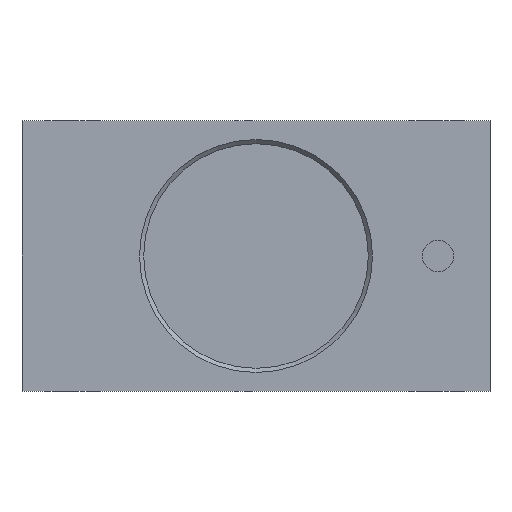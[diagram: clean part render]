
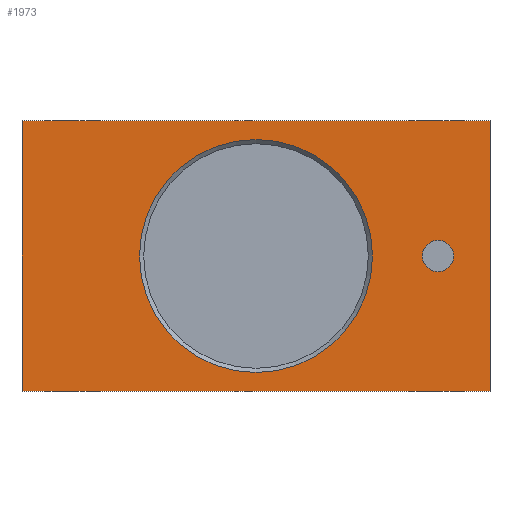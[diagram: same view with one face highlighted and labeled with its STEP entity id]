
A CAD part, front view. The second image highlights one B-rep face of the part: STEP entity #1973.
In plain terms, the highlighted planar face has unit normal (0, -1, 0).
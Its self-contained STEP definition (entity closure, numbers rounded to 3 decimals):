
#38=LINE('',#3256,#163);
#39=LINE('',#3259,#164);
#40=LINE('',#3261,#165);
#41=LINE('',#3263,#166);
#163=VECTOR('',#2423,1000.);
#164=VECTOR('',#2424,1000.);
#165=VECTOR('',#2425,1000.);
#166=VECTOR('',#2426,1000.);
#319=PLANE('',#2139);
#395=CIRCLE('',#2140,11.2);
#396=CIRCLE('',#2141,1.5);
#579=ORIENTED_EDGE('',*,*,#1112,.F.);
#580=ORIENTED_EDGE('',*,*,#1113,.F.);
#581=ORIENTED_EDGE('',*,*,#1114,.T.);
#582=ORIENTED_EDGE('',*,*,#1115,.F.);
#583=ORIENTED_EDGE('',*,*,#1116,.F.);
#584=ORIENTED_EDGE('',*,*,#1117,.T.);
#1112=EDGE_CURVE('',#1372,#1372,#395,.T.);
#1113=EDGE_CURVE('',#1373,#1373,#396,.T.);
#1114=EDGE_CURVE('',#1374,#1375,#38,.T.);
#1115=EDGE_CURVE('',#1376,#1375,#39,.T.);
#1116=EDGE_CURVE('',#1377,#1376,#40,.T.);
#1117=EDGE_CURVE('',#1377,#1374,#41,.T.);
#1372=VERTEX_POINT('',#3253);
#1373=VERTEX_POINT('',#3255);
#1374=VERTEX_POINT('',#3257);
#1375=VERTEX_POINT('',#3258);
#1376=VERTEX_POINT('',#3260);
#1377=VERTEX_POINT('',#3262);
#1597=EDGE_LOOP('',(#579));
#1598=EDGE_LOOP('',(#580));
#1599=EDGE_LOOP('',(#581,#582,#583,#584));
#1770=FACE_BOUND('',#1597,.T.);
#1771=FACE_BOUND('',#1598,.T.);
#1772=FACE_BOUND('',#1599,.T.);
#1973=ADVANCED_FACE('',(#1770,#1771,#1772),#319,.F.);
#2139=AXIS2_PLACEMENT_3D('',#3251,#2417,#2418);
#2140=AXIS2_PLACEMENT_3D('',#3252,#2419,#2420);
#2141=AXIS2_PLACEMENT_3D('',#3254,#2421,#2422);
#2417=DIRECTION('',(0.,1.,0.));
#2418=DIRECTION('',(0.,0.,1.));
#2419=DIRECTION('',(0.,-1.,0.));
#2420=DIRECTION('',(0.,0.,-1.));
#2421=DIRECTION('',(0.,-1.,0.));
#2422=DIRECTION('',(0.,0.,-1.));
#2423=DIRECTION('',(1.,0.,0.));
#2424=DIRECTION('',(0.,0.,-1.));
#2425=DIRECTION('',(1.,0.,0.));
#2426=DIRECTION('',(0.,0.,-1.));
#3251=CARTESIAN_POINT('',(-22.5,0.,13.));
#3252=CARTESIAN_POINT('',(0.,0.,0.));
#3253=CARTESIAN_POINT('',(0.,0.,-11.2));
#3254=CARTESIAN_POINT('',(17.5,0.,0.));
#3255=CARTESIAN_POINT('',(17.5,0.,-1.5));
#3256=CARTESIAN_POINT('',(-22.5,0.,-13.));
#3257=CARTESIAN_POINT('',(-22.5,0.,-13.));
#3258=CARTESIAN_POINT('',(22.5,0.,-13.));
#3259=CARTESIAN_POINT('',(22.5,0.,13.));
#3260=CARTESIAN_POINT('',(22.5,0.,13.));
#3261=CARTESIAN_POINT('',(-22.5,0.,13.));
#3262=CARTESIAN_POINT('',(-22.5,0.,13.));
#3263=CARTESIAN_POINT('',(-22.5,0.,13.));
